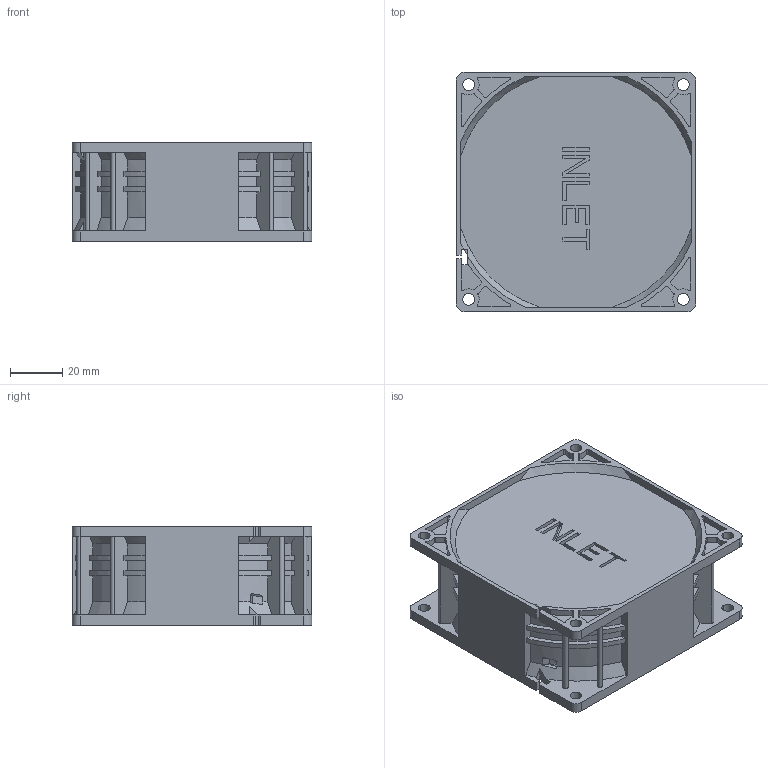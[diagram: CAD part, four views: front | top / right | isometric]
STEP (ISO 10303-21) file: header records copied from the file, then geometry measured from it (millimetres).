
FILE_DESCRIPTION((''),'2;1');
FILE_NAME('410024640001','2015-06-05T',('DURANT.QIAN'),(''),'CREO PARAMETRIC BY PTC INC, 2014440','CREO PARAMETRIC BY PTC INC, 2014440','');
FILE_SCHEMA(('CONFIG_CONTROL_DESIGN'));
Length unit declared in the file: millimetre
Products named in the file (1): 410024640001
Bounding box: 92 x 92 x 38.05 mm (x, y, z)
Volume: 229855.8 mm3; surface area: 41880.8 mm2
Topology: 1 solids, 1 shells, 596 faces, 1699 edges, 1126 vertices
Faces by surface type: plane 322, cylinder 195, bspline 46, cone 31, extrusion 2
Entity records: 21532 total; most frequent: CARTESIAN_POINT 6055, ORIENTED_EDGE 3398, DIRECTION 3017, EDGE_CURVE 1699, VERTEX_POINT 1126, VECTOR 1043, LINE 1041, AXIS2_PLACEMENT_3D 987
